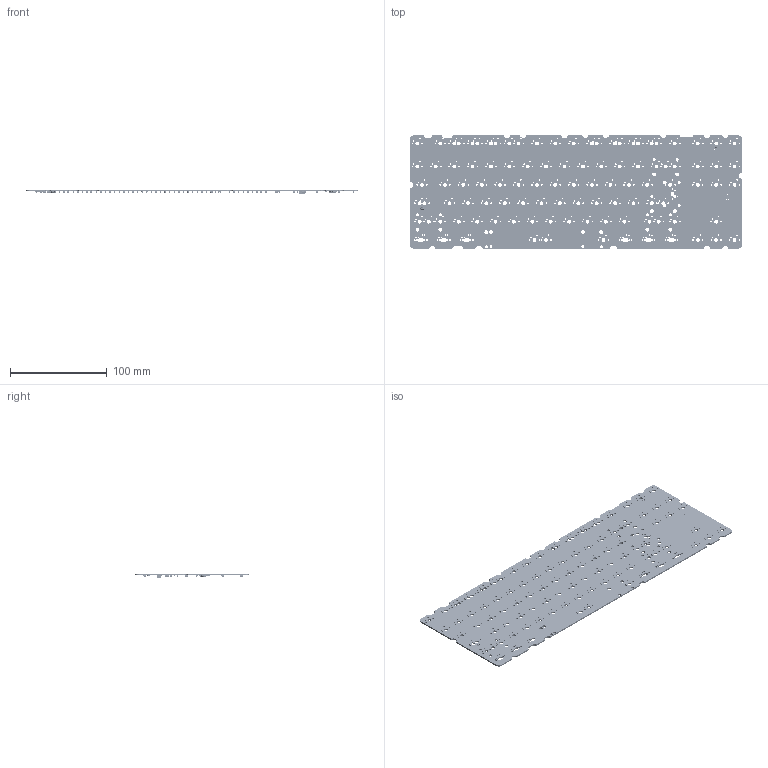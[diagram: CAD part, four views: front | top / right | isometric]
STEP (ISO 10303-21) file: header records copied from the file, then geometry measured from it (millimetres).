
FILE_DESCRIPTION(('KiCad electronic assembly'),'2;1');
FILE_NAME('X88J-3D-model.step','2024-07-26T02:11:48',('Pcbnew'),('Kicad' ),'Open CASCADE STEP processor 7.8','KiCad to STEP converter', 'Unknown');
FILE_SCHEMA(('AUTOMOTIVE_DESIGN { 1 0 10303 214 1 1 1 1 }'));
Length unit declared in the file: millimetre
Products named in the file (22): X88J-3D-model 1; D_SOD-123; D_SOD_123; LQFP-48_7x7mm_P0.5mm; LQFP_48_7x7mm_P05mm; R_0402_1005Metric; C_0402_1005Metric; SW_SPST_TL3342; LED_SK6812MINI-E; LED_SK6812MINI-E v2; SOT-23; SOT_23; CON_SM04B-SRSS-TB; CON_SM04B-SRSS-TB v2; SOT-143; SOT_143; Fuse_1206_3216Metric; X88J_PCB
Assembly tree (128 placements, depth 3):
  X88J-3D-model 1
    D_SOD-123  x91
      D_SOD_123
    LQFP-48_7x7mm_P0.5mm
      LQFP_48_7x7mm_P05mm
    R_0402_1005Metric  x4
      R_0402_1005Metric
    C_0402_1005Metric  x13
      C_0402_1005Metric
    SW_SPST_TL3342
      SW_SPST_TL3342
    LED_SK6812MINI-E  x2
      LED_SK6812MINI-E v2
    SOT-23  x2
      SOT_23
    CON_SM04B-SRSS-TB
      CON_SM04B-SRSS-TB v2
    SOT-143
      SOT_143
    Fuse_1206_3216Metric
      Fuse_1206_3216Metric
    X88J_PCB
Bounding box: 344 x 117.49 x 4.61 mm (x, y, z)
Volume: 60644.4 mm3; surface area: 85237.7 mm2
Topology: 126 solids, 127 shells, 8875 faces, 21670 edges, 13185 vertices
Faces by surface type: plane 4304, bspline 2552, cylinder 1980, sphere 26, torus 9, cone 4
Full cylindrical faces by diameter (mm): 0.5 x1, 0.991 x3, 1.524 x214, 1.75 x179, 2 x1, 3.048 x12, 3.988 x102
Entity records: 87146 total; most frequent: CARTESIAN_POINT 16995, DIRECTION 12396, ORIENTED_EDGE 12256, EDGE_CURVE 6128, AXIS2_PLACEMENT_3D 4281, VERTEX_POINT 3940, LINE 3834, VECTOR 3834
